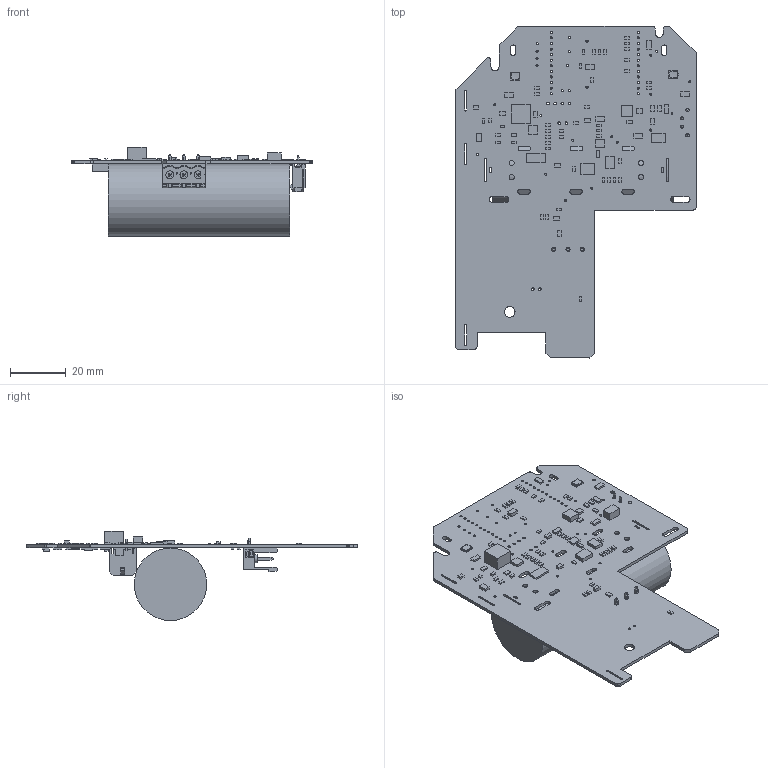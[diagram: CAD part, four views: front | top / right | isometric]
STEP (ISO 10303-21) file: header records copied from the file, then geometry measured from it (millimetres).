
FILE_DESCRIPTION(('Open CASCADE Model'),'2;1');
FILE_NAME('Open CASCADE Shape Model','2021-09-09T13:49:35',('Author'),( 'Open CASCADE'),'Open CASCADE STEP processor 6.8','Open CASCADE 6.8' ,'Unknown');
FILE_SCHEMA(('AUTOMOTIVE_DESIGN { 1 0 10303 214 1 1 1 1 }'));
Length unit declared in the file: millimetre
Products named in the file (1): PCB
Bounding box: 86.19 x 118.94 x 31.92 mm (x, y, z)
Volume: 43922.1 mm3; surface area: 25829.9 mm2
Topology: 109 solids, 407 shells, 1414 faces, 4075 edges, 3185 vertices
Faces by surface type: plane 1176, cylinder 216, sphere 12, cone 6, bspline 4
Full cylindrical faces by diameter (mm): 0.712 x1, 0.762 x49, 0.9 x8, 1.07 x2, 1.32 x2, 1.448 x3, 1.828 x4, 3.81 x1, 26 x1
Entity records: 50438 total; most frequent: CARTESIAN_POINT 9775, DIRECTION 7439, ORIENTED_EDGE 6792, EDGE_CURVE 4075, LINE 3253, VECTOR 3253, VERTEX_POINT 3185, AXIS2_PLACEMENT_3D 2093
